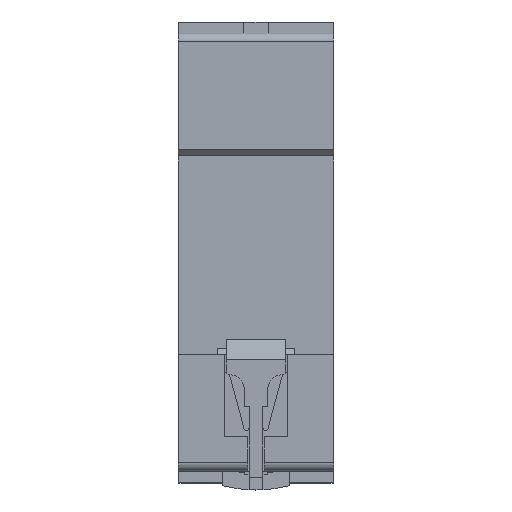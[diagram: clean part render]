
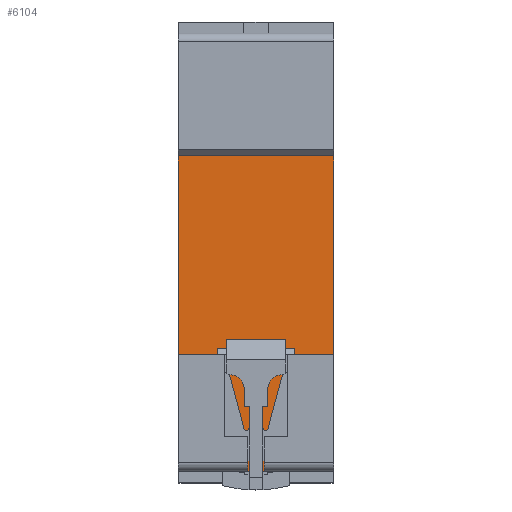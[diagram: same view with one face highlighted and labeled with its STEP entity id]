
A CAD part, top view. The second image highlights one B-rep face of the part: STEP entity #6104.
In plain terms, the highlighted planar face has unit normal (0, 0, 1).
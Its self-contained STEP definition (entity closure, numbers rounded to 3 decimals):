
#83 = VECTOR ( 'NONE', #7261, 1000. ) ;
#132 = LINE ( 'NONE', #4673, #6311 ) ;
#375 = DIRECTION ( 'NONE',  ( 1., 0., 0. ) ) ;
#564 = LINE ( 'NONE', #6013, #2436 ) ;
#667 = LINE ( 'NONE', #6089, #9272 ) ;
#1254 = DIRECTION ( 'NONE',  ( 1., 0., 0. ) ) ;
#1401 = CARTESIAN_POINT ( 'NONE',  ( 13.5, -17.75, 27.5 ) ) ;
#2054 = ORIENTED_EDGE ( 'NONE', *, *, #9544, .F. ) ;
#2181 = ORIENTED_EDGE ( 'NONE', *, *, #7965, .T. ) ;
#2240 = VERTEX_POINT ( 'NONE', #2921 ) ;
#2436 = VECTOR ( 'NONE', #375, 1000. ) ;
#2711 = CARTESIAN_POINT ( 'NONE',  ( 6.899, -38., 27.5 ) ) ;
#2748 = ORIENTED_EDGE ( 'NONE', *, *, #3242, .F. ) ;
#2921 = CARTESIAN_POINT ( 'NONE',  ( 13.5, 17.75, 27.5 ) ) ;
#3141 = EDGE_CURVE ( 'NONE', #8345, #7685, #667, .T. ) ;
#3220 = CARTESIAN_POINT ( 'NONE',  ( -13.5, -17.75, 27.5 ) ) ;
#3242 = EDGE_CURVE ( 'NONE', #7396, #7685, #3706, .T. ) ;
#3362 = CARTESIAN_POINT ( 'NONE',  ( 13.5, -17.75, 27.5 ) ) ;
#3706 = LINE ( 'NONE', #4607, #9900 ) ;
#4467 = LINE ( 'NONE', #6231, #6108 ) ;
#4476 = CARTESIAN_POINT ( 'NONE',  ( -13.5, -17.75, 27.5 ) ) ;
#4507 = CARTESIAN_POINT ( 'NONE',  ( -13.5, -17.75, 27.5 ) ) ;
#4508 = CARTESIAN_POINT ( 'NONE',  ( 6.899, -17.75, 27.5 ) ) ;
#4562 = ORIENTED_EDGE ( 'NONE', *, *, #6735, .T. ) ;
#4607 = CARTESIAN_POINT ( 'NONE',  ( -6.899, -52.221, 27.5 ) ) ;
#4635 = CARTESIAN_POINT ( 'NONE',  ( -6.899, -17.75, 27.5 ) ) ;
#4673 = CARTESIAN_POINT ( 'NONE',  ( -13.5, -38., 27.5 ) ) ;
#4806 = VECTOR ( 'NONE', #6275, 1000. ) ;
#5288 = DIRECTION ( 'NONE',  ( 1., 0., 0. ) ) ;
#5409 = ORIENTED_EDGE ( 'NONE', *, *, #3141, .T. ) ;
#5444 = FACE_OUTER_BOUND ( 'NONE', #5528, .T. ) ;
#5478 = DIRECTION ( 'NONE',  ( -1., 0., 0. ) ) ;
#5528 = EDGE_LOOP ( 'NONE', ( #4562, #10179, #8271, #2054, #2181, #5409, #2748, #8442 ) ) ;
#5638 = CARTESIAN_POINT ( 'NONE',  ( -13.5, 17.75, 27.5 ) ) ;
#5651 = EDGE_CURVE ( 'NONE', #2240, #7296, #6973, .T. ) ;
#6013 = CARTESIAN_POINT ( 'NONE',  ( -13.5, 17.75, 27.5 ) ) ;
#6044 = DIRECTION ( 'NONE',  ( 0., 1., 0. ) ) ;
#6089 = CARTESIAN_POINT ( 'NONE',  ( -13.5, -17.75, 27.5 ) ) ;
#6104 = ADVANCED_FACE ( 'NONE', ( #5444 ), #9313, .T. ) ;
#6108 = VECTOR ( 'NONE', #6262, 1000. ) ;
#6140 = VERTEX_POINT ( 'NONE', #4508 ) ;
#6231 = CARTESIAN_POINT ( 'NONE',  ( -13.5, -17.75, 27.5 ) ) ;
#6243 = EDGE_CURVE ( 'NONE', #7417, #7396, #132, .T. ) ;
#6262 = DIRECTION ( 'NONE',  ( 1., 0., 0. ) ) ;
#6275 = DIRECTION ( 'NONE',  ( 0., -1., 0. ) ) ;
#6301 = LINE ( 'NONE', #10090, #6558 ) ;
#6311 = VECTOR ( 'NONE', #5478, 1000. ) ;
#6529 = LINE ( 'NONE', #3220, #83 ) ;
#6558 = VECTOR ( 'NONE', #6044, 1000. ) ;
#6735 = EDGE_CURVE ( 'NONE', #7417, #6140, #6301, .T. ) ;
#6973 = LINE ( 'NONE', #1401, #4806 ) ;
#7261 = DIRECTION ( 'NONE',  ( 0., -1., 0. ) ) ;
#7296 = VERTEX_POINT ( 'NONE', #3362 ) ;
#7396 = VERTEX_POINT ( 'NONE', #8318 ) ;
#7417 = VERTEX_POINT ( 'NONE', #2711 ) ;
#7685 = VERTEX_POINT ( 'NONE', #4635 ) ;
#7965 = EDGE_CURVE ( 'NONE', #9311, #8345, #6529, .T. ) ;
#8116 = AXIS2_PLACEMENT_3D ( 'NONE', #4476, #10146, #5288 ) ;
#8271 = ORIENTED_EDGE ( 'NONE', *, *, #5651, .F. ) ;
#8318 = CARTESIAN_POINT ( 'NONE',  ( -6.899, -38., 27.5 ) ) ;
#8345 = VERTEX_POINT ( 'NONE', #4507 ) ;
#8442 = ORIENTED_EDGE ( 'NONE', *, *, #6243, .F. ) ;
#9162 = EDGE_CURVE ( 'NONE', #6140, #7296, #4467, .T. ) ;
#9272 = VECTOR ( 'NONE', #1254, 1000. ) ;
#9311 = VERTEX_POINT ( 'NONE', #5638 ) ;
#9313 = PLANE ( 'NONE',  #8116 ) ;
#9544 = EDGE_CURVE ( 'NONE', #9311, #2240, #564, .T. ) ;
#9900 = VECTOR ( 'NONE', #10264, 1000. ) ;
#10090 = CARTESIAN_POINT ( 'NONE',  ( 6.899, -52.221, 27.5 ) ) ;
#10146 = DIRECTION ( 'NONE',  ( 0., 0., 1. ) ) ;
#10179 = ORIENTED_EDGE ( 'NONE', *, *, #9162, .T. ) ;
#10264 = DIRECTION ( 'NONE',  ( 0., 1., 0. ) ) ;
